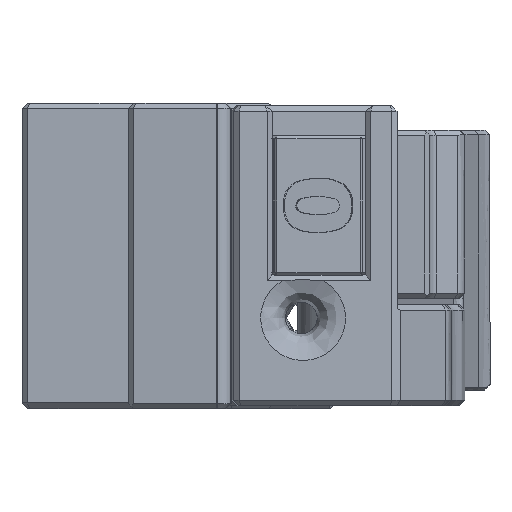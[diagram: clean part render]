
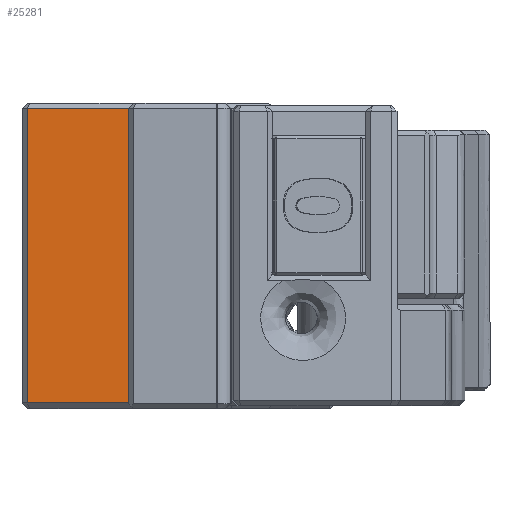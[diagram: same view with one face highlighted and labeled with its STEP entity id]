
A CAD part, left-side view. The second image highlights one B-rep face of the part: STEP entity #25281.
In plain terms, the highlighted planar face has unit normal (-1, 0, 0).
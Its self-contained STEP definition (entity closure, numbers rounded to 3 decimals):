
#2174=PLANE('',#27280);
#3159=FACE_OUTER_BOUND('',#4710,.T.);
#4710=EDGE_LOOP('',(#18765,#18766,#18767,#18768,#18769));
#6312=LINE('',#43427,#8426);
#6398=LINE('',#43671,#8512);
#6399=LINE('',#43720,#8513);
#6400=LINE('',#43722,#8514);
#6401=LINE('',#43723,#8515);
#8426=VECTOR('',#30724,10.);
#8512=VECTOR('',#30916,0.4);
#8513=VECTOR('',#30919,1.);
#8514=VECTOR('',#30920,1.);
#8515=VECTOR('',#30921,10.);
#11243=VERTEX_POINT('',#43425);
#11244=VERTEX_POINT('',#43426);
#11323=VERTEX_POINT('',#43670);
#11324=VERTEX_POINT('',#43719);
#11325=VERTEX_POINT('',#43721);
#13945=EDGE_CURVE('',#11243,#11244,#6312,.T.);
#14058=EDGE_CURVE('',#11244,#11323,#6398,.T.);
#14060=EDGE_CURVE('',#11243,#11324,#6399,.T.);
#14061=EDGE_CURVE('',#11324,#11325,#6400,.T.);
#14062=EDGE_CURVE('',#11325,#11323,#6401,.F.);
#18765=ORIENTED_EDGE('',*,*,#13945,.F.);
#18766=ORIENTED_EDGE('',*,*,#14060,.T.);
#18767=ORIENTED_EDGE('',*,*,#14061,.T.);
#18768=ORIENTED_EDGE('',*,*,#14062,.T.);
#18769=ORIENTED_EDGE('',*,*,#14058,.F.);
#25281=ADVANCED_FACE('',(#3159),#2174,.F.);
#27280=AXIS2_PLACEMENT_3D('',#43718,#30917,#30918);
#30724=DIRECTION('',(0.,0.,1.));
#30916=DIRECTION('',(0.,-1.,0.));
#30917=DIRECTION('center_axis',(1.,0.,0.));
#30918=DIRECTION('ref_axis',(0.,0.,-1.));
#30919=DIRECTION('',(0.,-1.,0.));
#30920=DIRECTION('',(0.,0.,1.));
#30921=DIRECTION('',(0.,0.002,-1.));
#43425=CARTESIAN_POINT('',(25.5,20.6,0.4));
#43426=CARTESIAN_POINT('',(25.5,20.6,9.6));
#43427=CARTESIAN_POINT('',(25.5,20.6,-8.104));
#43670=CARTESIAN_POINT('',(25.5,-1.6,9.6));
#43671=CARTESIAN_POINT('',(25.5,0.,9.6));
#43718=CARTESIAN_POINT('Origin',(25.5,23.5,-25.5));
#43719=CARTESIAN_POINT('',(25.5,-1.6,0.4));
#43720=CARTESIAN_POINT('',(25.5,0.4,0.4));
#43721=CARTESIAN_POINT('',(25.5,-1.6,9.599));
#43722=CARTESIAN_POINT('',(25.5,-1.6,-25.5));
#43723=CARTESIAN_POINT('',(25.5,-1.6,9.6));
